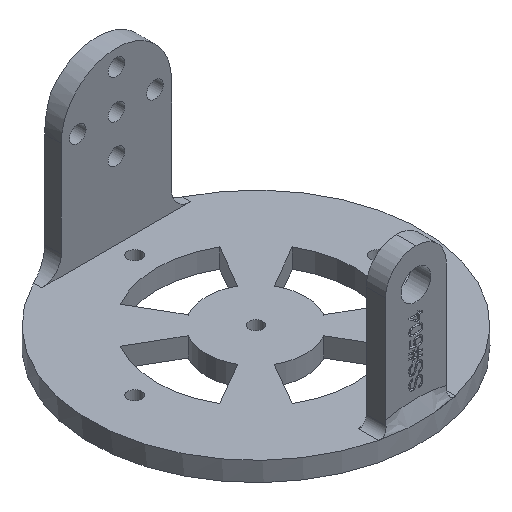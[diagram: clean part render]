
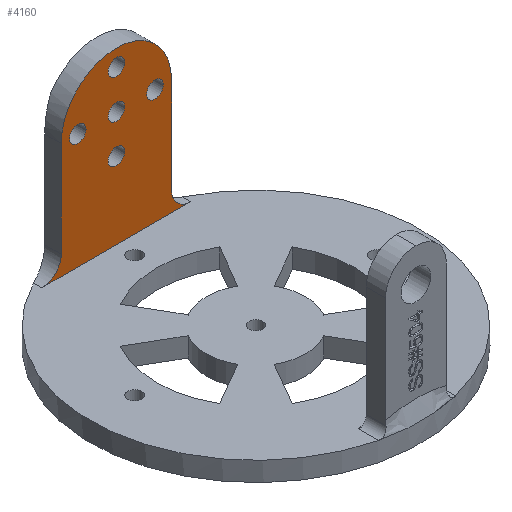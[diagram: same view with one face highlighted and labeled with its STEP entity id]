
A CAD part, isometric view. The second image highlights one B-rep face of the part: STEP entity #4160.
In plain terms, the highlighted planar face has unit normal (0, -1, 0).
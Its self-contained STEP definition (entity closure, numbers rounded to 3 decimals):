
#73=CIRCLE('',#4299,3.5);
#74=CIRCLE('',#4302,3.5);
#89=CIRCLE('',#4327,1.5);
#90=CIRCLE('',#4329,10.);
#91=CIRCLE('',#4331,1.5);
#92=CIRCLE('',#4333,1.5);
#93=CIRCLE('',#4335,1.5);
#94=CIRCLE('',#4337,1.5);
#120=FACE_BOUND('',#667,.T.);
#121=FACE_BOUND('',#668,.T.);
#122=FACE_BOUND('',#669,.T.);
#123=FACE_BOUND('',#670,.T.);
#124=FACE_BOUND('',#671,.T.);
#216=PLANE('',#4338);
#429=FACE_OUTER_BOUND('',#666,.T.);
#666=EDGE_LOOP('',(#3788,#3789,#3790,#3791,#3792,#3793));
#667=EDGE_LOOP('',(#3794));
#668=EDGE_LOOP('',(#3795));
#669=EDGE_LOOP('',(#3796));
#670=EDGE_LOOP('',(#3797));
#671=EDGE_LOOP('',(#3798));
#1000=LINE('',#7887,#1343);
#1003=LINE('',#7918,#1346);
#1013=LINE('',#8139,#1356);
#1343=VECTOR('',#4892,10.);
#1346=VECTOR('',#4913,10.);
#1356=VECTOR('',#4949,10.);
#1954=VERTEX_POINT('',#7884);
#1955=VERTEX_POINT('',#7886);
#1962=VERTEX_POINT('',#7902);
#1964=VERTEX_POINT('',#7917);
#1966=VERTEX_POINT('',#7923);
#1983=VERTEX_POINT('',#8137);
#1989=VERTEX_POINT('',#8164);
#1991=VERTEX_POINT('',#8193);
#1992=VERTEX_POINT('',#8197);
#1993=VERTEX_POINT('',#8201);
#1995=VERTEX_POINT('',#8214);
#2546=EDGE_CURVE('',#1954,#1955,#1000,.T.);
#2554=EDGE_CURVE('',#1955,#1962,#73,.T.);
#2557=EDGE_CURVE('',#1962,#1964,#1003,.T.);
#2560=EDGE_CURVE('',#1966,#1954,#74,.T.);
#2582=EDGE_CURVE('',#1966,#1983,#1013,.T.);
#2594=EDGE_CURVE('',#1989,#1989,#89,.T.);
#2599=EDGE_CURVE('',#1983,#1964,#90,.T.);
#2601=EDGE_CURVE('',#1991,#1991,#91,.T.);
#2603=EDGE_CURVE('',#1992,#1992,#92,.T.);
#2605=EDGE_CURVE('',#1993,#1993,#93,.T.);
#2609=EDGE_CURVE('',#1995,#1995,#94,.T.);
#3788=ORIENTED_EDGE('',*,*,#2599,.T.);
#3789=ORIENTED_EDGE('',*,*,#2557,.F.);
#3790=ORIENTED_EDGE('',*,*,#2554,.F.);
#3791=ORIENTED_EDGE('',*,*,#2546,.F.);
#3792=ORIENTED_EDGE('',*,*,#2560,.F.);
#3793=ORIENTED_EDGE('',*,*,#2582,.T.);
#3794=ORIENTED_EDGE('',*,*,#2609,.T.);
#3795=ORIENTED_EDGE('',*,*,#2605,.T.);
#3796=ORIENTED_EDGE('',*,*,#2603,.T.);
#3797=ORIENTED_EDGE('',*,*,#2601,.T.);
#3798=ORIENTED_EDGE('',*,*,#2594,.T.);
#4160=ADVANCED_FACE('',(#429,#120,#121,#122,#123,#124),#216,.T.);
#4299=AXIS2_PLACEMENT_3D('',#7903,#4908,#4909);
#4302=AXIS2_PLACEMENT_3D('',#7924,#4918,#4919);
#4327=AXIS2_PLACEMENT_3D('',#8165,#4982,#4983);
#4329=AXIS2_PLACEMENT_3D('',#8185,#4987,#4988);
#4331=AXIS2_PLACEMENT_3D('',#8194,#4991,#4992);
#4333=AXIS2_PLACEMENT_3D('',#8198,#4996,#4997);
#4335=AXIS2_PLACEMENT_3D('',#8202,#5001,#5002);
#4337=AXIS2_PLACEMENT_3D('',#8215,#5006,#5007);
#4338=AXIS2_PLACEMENT_3D('',#8217,#5009,#5010);
#4892=DIRECTION('',(-1.,0.,0.));
#4908=DIRECTION('center_axis',(0.,-1.,0.));
#4909=DIRECTION('ref_axis',(0.707,0.,-0.707));
#4913=DIRECTION('',(0.,0.,1.));
#4918=DIRECTION('center_axis',(0.,-1.,0.));
#4919=DIRECTION('ref_axis',(-0.707,0.,-0.707));
#4949=DIRECTION('',(0.,0.,1.));
#4982=DIRECTION('center_axis',(0.,1.,0.));
#4983=DIRECTION('ref_axis',(1.,0.,0.));
#4987=DIRECTION('center_axis',(0.,-1.,0.));
#4988=DIRECTION('ref_axis',(1.,0.,0.));
#4991=DIRECTION('center_axis',(0.,1.,0.));
#4992=DIRECTION('ref_axis',(1.,0.,0.));
#4996=DIRECTION('center_axis',(0.,1.,0.));
#4997=DIRECTION('ref_axis',(1.,0.,0.));
#5001=DIRECTION('center_axis',(0.,1.,0.));
#5002=DIRECTION('ref_axis',(1.,0.,0.));
#5006=DIRECTION('center_axis',(0.,1.,0.));
#5007=DIRECTION('ref_axis',(1.,0.,0.));
#5009=DIRECTION('center_axis',(0.,-1.,0.));
#5010=DIRECTION('ref_axis',(1.,0.,0.));
#7884=CARTESIAN_POINT('',(13.502,47.126,-30.992));
#7886=CARTESIAN_POINT('',(-13.498,47.126,-30.992));
#7887=CARTESIAN_POINT('',(-4.999,47.126,-30.992));
#7902=CARTESIAN_POINT('',(-9.998,47.126,-27.492));
#7903=CARTESIAN_POINT('Origin',(-13.498,47.126,-27.492));
#7917=CARTESIAN_POINT('',(-9.998,47.126,-10.125));
#7918=CARTESIAN_POINT('',(-9.998,47.126,-30.992));
#7923=CARTESIAN_POINT('',(10.002,47.126,-27.492));
#7924=CARTESIAN_POINT('Origin',(13.502,47.126,-27.492));
#8137=CARTESIAN_POINT('',(10.002,47.126,-10.125));
#8139=CARTESIAN_POINT('',(10.002,47.126,-30.992));
#8164=CARTESIAN_POINT('',(5.502,47.126,-10.125));
#8165=CARTESIAN_POINT('Origin',(7.002,47.126,-10.125));
#8185=CARTESIAN_POINT('Origin',(0.002,47.126,-10.125));
#8193=CARTESIAN_POINT('',(-1.497,47.126,-17.125));
#8194=CARTESIAN_POINT('Origin',(0.003,47.126,-17.125));
#8197=CARTESIAN_POINT('',(-1.496,47.126,-3.125));
#8198=CARTESIAN_POINT('Origin',(0.004,47.126,-3.125));
#8201=CARTESIAN_POINT('',(-8.498,47.126,-10.125));
#8202=CARTESIAN_POINT('Origin',(-6.998,47.126,-10.125));
#8214=CARTESIAN_POINT('',(-1.498,47.126,-10.125));
#8215=CARTESIAN_POINT('Origin',(0.002,47.126,-10.125));
#8217=CARTESIAN_POINT('Origin',(-9.998,47.126,-30.992));
